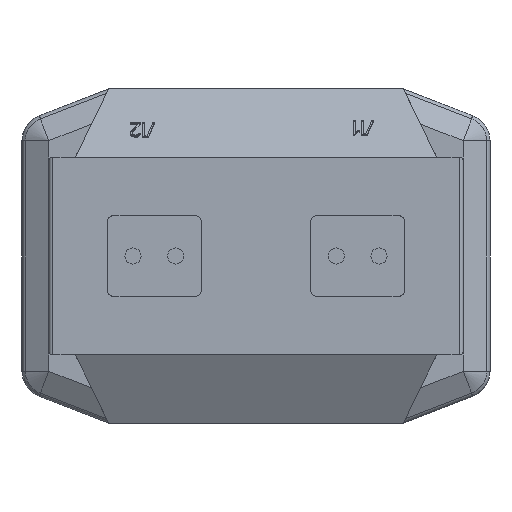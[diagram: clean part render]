
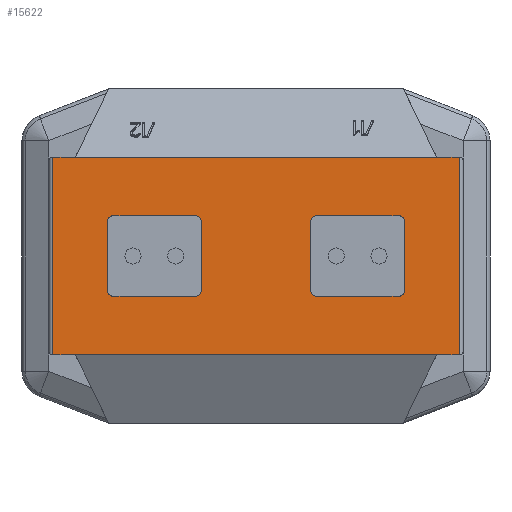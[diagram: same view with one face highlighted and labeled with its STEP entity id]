
A CAD part, front view. The second image highlights one B-rep face of the part: STEP entity #15622.
In plain terms, the highlighted planar face has unit normal (0, -1, 0).
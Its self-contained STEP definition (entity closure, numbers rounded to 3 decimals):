
#15622=ADVANCED_FACE('',(#34230,#34232,#34234),#34236,.T.);
#34230=FACE_BOUND('',#34231,.T.);
#34231=EDGE_LOOP('',(#50375,#50376,#50377,#50378,#50379,#50380,#50381,#50382));
#34232=FACE_BOUND('',#34233,.T.);
#34233=EDGE_LOOP('',(#50383,#50384,#50385,#50386,#50387,#50388,#50389,#50390));
#34234=FACE_BOUND('',#34235,.T.);
#34235=EDGE_LOOP('',(#50391,#50392,#50393,#50394,#50395,#50396,#50397,#50398));
#34236=PLANE('',#34237);
#34237=AXIS2_PLACEMENT_3D('',#34238,#34239,#34240);
#34238=CARTESIAN_POINT('',(0.,0.,-250.));
#34239=DIRECTION('',(0.,-1.,0.));
#34240=DIRECTION('',(0.,0.,1.));
#50375=ORIENTED_EDGE('',*,*,#57732,.T.);
#50376=ORIENTED_EDGE('',*,*,#57733,.T.);
#50377=ORIENTED_EDGE('',*,*,#57432,.T.);
#50378=ORIENTED_EDGE('',*,*,#57734,.T.);
#50379=ORIENTED_EDGE('',*,*,#57735,.T.);
#50380=ORIENTED_EDGE('',*,*,#57736,.T.);
#50381=ORIENTED_EDGE('',*,*,#57311,.T.);
#50382=ORIENTED_EDGE('',*,*,#57731,.T.);
#50383=ORIENTED_EDGE('',*,*,#57737,.F.);
#50384=ORIENTED_EDGE('',*,*,#57738,.F.);
#50385=ORIENTED_EDGE('',*,*,#57739,.F.);
#50386=ORIENTED_EDGE('',*,*,#57740,.F.);
#50387=ORIENTED_EDGE('',*,*,#57741,.F.);
#50388=ORIENTED_EDGE('',*,*,#57742,.F.);
#50389=ORIENTED_EDGE('',*,*,#57743,.F.);
#50390=ORIENTED_EDGE('',*,*,#57744,.F.);
#50391=ORIENTED_EDGE('',*,*,#57745,.F.);
#50392=ORIENTED_EDGE('',*,*,#57746,.F.);
#50393=ORIENTED_EDGE('',*,*,#57747,.F.);
#50394=ORIENTED_EDGE('',*,*,#57748,.F.);
#50395=ORIENTED_EDGE('',*,*,#57749,.F.);
#50396=ORIENTED_EDGE('',*,*,#57750,.F.);
#50397=ORIENTED_EDGE('',*,*,#57751,.F.);
#50398=ORIENTED_EDGE('',*,*,#57752,.F.);
#57311=EDGE_CURVE('',#66427,#66424,#66428,.F.);
#57432=EDGE_CURVE('',#66627,#66624,#66628,.F.);
#57731=EDGE_CURVE('',#66424,#67173,#67175,.F.);
#57732=EDGE_CURVE('',#67173,#67176,#67177,.F.);
#57733=EDGE_CURVE('',#67176,#66627,#67178,.F.);
#57734=EDGE_CURVE('',#66624,#67179,#67180,.F.);
#57735=EDGE_CURVE('',#67179,#67181,#67182,.F.);
#57736=EDGE_CURVE('',#67181,#66427,#67183,.F.);
#57737=EDGE_CURVE('',#67184,#67185,#67186,.T.);
#57738=EDGE_CURVE('',#67187,#67184,#67188,.T.);
#57739=EDGE_CURVE('',#67189,#67187,#67190,.T.);
#57740=EDGE_CURVE('',#67191,#67189,#67192,.T.);
#57741=EDGE_CURVE('',#67193,#67191,#67194,.T.);
#57742=EDGE_CURVE('',#67195,#67193,#67196,.T.);
#57743=EDGE_CURVE('',#67197,#67195,#67198,.T.);
#57744=EDGE_CURVE('',#67185,#67197,#67199,.T.);
#57745=EDGE_CURVE('',#67200,#67201,#67202,.T.);
#57746=EDGE_CURVE('',#67203,#67200,#67204,.T.);
#57747=EDGE_CURVE('',#67205,#67203,#67206,.T.);
#57748=EDGE_CURVE('',#67207,#67205,#67208,.T.);
#57749=EDGE_CURVE('',#67209,#67207,#67210,.T.);
#57750=EDGE_CURVE('',#67211,#67209,#67212,.T.);
#57751=EDGE_CURVE('',#67213,#67211,#67214,.T.);
#57752=EDGE_CURVE('',#67201,#67213,#67215,.T.);
#66424=VERTEX_POINT('',#87971);
#66427=VERTEX_POINT('',#87978);
#66428=LINE('',#87979,#87980);
#66624=VERTEX_POINT('',#88539);
#66627=VERTEX_POINT('',#88546);
#66628=LINE('',#88547,#88548);
#67173=VERTEX_POINT('',#89928);
#67175=LINE('',#89932,#89933);
#67176=VERTEX_POINT('',#89935);
#67177=LINE('',#89936,#89937);
#67178=LINE('',#89939,#89940);
#67179=VERTEX_POINT('',#89942);
#67180=LINE('',#89943,#89944);
#67181=VERTEX_POINT('',#89946);
#67182=LINE('',#89947,#89948);
#67183=LINE('',#89950,#89951);
#67184=VERTEX_POINT('',#89953);
#67185=VERTEX_POINT('',#89954);
#67186=CIRCLE('',#89955,4.);
#67187=VERTEX_POINT('',#89959);
#67188=LINE('',#89960,#89961);
#67189=VERTEX_POINT('',#89963);
#67190=CIRCLE('',#89964,4.);
#67191=VERTEX_POINT('',#89968);
#67192=LINE('',#89969,#89970);
#67193=VERTEX_POINT('',#89972);
#67194=CIRCLE('',#89973,4.);
#67195=VERTEX_POINT('',#89977);
#67196=LINE('',#89978,#89979);
#67197=VERTEX_POINT('',#89981);
#67198=CIRCLE('',#89982,4.);
#67199=LINE('',#89986,#89987);
#67200=VERTEX_POINT('',#89989);
#67201=VERTEX_POINT('',#89990);
#67202=LINE('',#89991,#89992);
#67203=VERTEX_POINT('',#89994);
#67204=CIRCLE('',#89995,4.);
#67205=VERTEX_POINT('',#89999);
#67206=LINE('',#90000,#90001);
#67207=VERTEX_POINT('',#90003);
#67208=CIRCLE('',#90004,4.);
#67209=VERTEX_POINT('',#90008);
#67210=LINE('',#90009,#90010);
#67211=VERTEX_POINT('',#90012);
#67212=CIRCLE('',#90013,4.);
#67213=VERTEX_POINT('',#90017);
#67214=LINE('',#90018,#90019);
#67215=CIRCLE('',#90021,4.);
#87971=CARTESIAN_POINT('',(-40.,0.,-199.));
#87978=CARTESIAN_POINT('',(-310.,0.,-199.));
#87979=CARTESIAN_POINT('',(-40.,0.,-199.));
#87980=VECTOR('',#87981,1.);
#87981=DIRECTION('',(-1.,0.,0.));
#88539=CARTESIAN_POINT('',(-310.,0.,-51.));
#88546=CARTESIAN_POINT('',(-40.,0.,-51.));
#88547=CARTESIAN_POINT('',(-310.,0.,-51.));
#88548=VECTOR('',#88549,1.);
#88549=DIRECTION('',(1.,0.,0.));
#89928=CARTESIAN_POINT('',(-23.,0.,-199.));
#89932=CARTESIAN_POINT('',(-23.,0.,-199.));
#89933=VECTOR('',#89934,1.);
#89934=DIRECTION('',(-1.,0.,0.));
#89935=CARTESIAN_POINT('',(-23.,0.,-51.));
#89936=CARTESIAN_POINT('',(-23.,0.,-51.));
#89937=VECTOR('',#89938,1.);
#89938=DIRECTION('',(0.,0.,-1.));
#89939=CARTESIAN_POINT('',(-40.,0.,-51.));
#89940=VECTOR('',#89941,1.);
#89941=DIRECTION('',(1.,0.,0.));
#89942=CARTESIAN_POINT('',(-327.,0.,-51.));
#89943=CARTESIAN_POINT('',(-327.,0.,-51.));
#89944=VECTOR('',#89945,1.);
#89945=DIRECTION('',(1.,0.,0.));
#89946=CARTESIAN_POINT('',(-327.,0.,-199.));
#89947=CARTESIAN_POINT('',(-327.,0.,-199.));
#89948=VECTOR('',#89949,1.);
#89949=DIRECTION('',(0.,0.,1.));
#89950=CARTESIAN_POINT('',(-310.,0.,-199.));
#89951=VECTOR('',#89952,1.);
#89952=DIRECTION('',(-1.,0.,0.));
#89953=CARTESIAN_POINT('',(-64.,0.,-99.));
#89954=CARTESIAN_POINT('',(-68.,0.,-95.));
#89955=AXIS2_PLACEMENT_3D('',#89956,#89957,#89958);
#89956=CARTESIAN_POINT('',(-68.,0.,-99.));
#89957=DIRECTION('',(0.,-1.,0.));
#89958=DIRECTION('',(1.,0.,0.));
#89959=CARTESIAN_POINT('',(-64.,0.,-151.));
#89960=CARTESIAN_POINT('',(-64.,0.,-151.));
#89961=VECTOR('',#89962,1.);
#89962=DIRECTION('',(0.,0.,1.));
#89963=CARTESIAN_POINT('',(-68.,0.,-155.));
#89964=AXIS2_PLACEMENT_3D('',#89965,#89966,#89967);
#89965=CARTESIAN_POINT('',(-68.,0.,-151.));
#89966=DIRECTION('',(0.,-1.,-0.));
#89967=DIRECTION('',(0.,0.,-1.));
#89968=CARTESIAN_POINT('',(-130.,0.,-155.));
#89969=CARTESIAN_POINT('',(-130.,0.,-155.));
#89970=VECTOR('',#89971,1.);
#89971=DIRECTION('',(1.,0.,0.));
#89972=CARTESIAN_POINT('',(-134.,0.,-151.));
#89973=AXIS2_PLACEMENT_3D('',#89974,#89975,#89976);
#89974=CARTESIAN_POINT('',(-130.,0.,-151.));
#89975=DIRECTION('',(-0.,-1.,0.));
#89976=DIRECTION('',(-1.,0.,0.));
#89977=CARTESIAN_POINT('',(-134.,0.,-99.));
#89978=CARTESIAN_POINT('',(-134.,0.,-99.));
#89979=VECTOR('',#89980,1.);
#89980=DIRECTION('',(0.,0.,-1.));
#89981=CARTESIAN_POINT('',(-130.,0.,-95.));
#89982=AXIS2_PLACEMENT_3D('',#89983,#89984,#89985);
#89983=CARTESIAN_POINT('',(-130.,0.,-99.));
#89984=DIRECTION('',(0.,-1.,0.));
#89985=DIRECTION('',(0.,0.,1.));
#89986=CARTESIAN_POINT('',(-68.,0.,-95.));
#89987=VECTOR('',#89988,1.);
#89988=DIRECTION('',(-1.,0.,0.));
#89989=CARTESIAN_POINT('',(-220.,0.,-95.));
#89990=CARTESIAN_POINT('',(-282.,0.,-95.));
#89991=CARTESIAN_POINT('',(-220.,0.,-95.));
#89992=VECTOR('',#89993,1.);
#89993=DIRECTION('',(-1.,0.,0.));
#89994=CARTESIAN_POINT('',(-216.,0.,-99.));
#89995=AXIS2_PLACEMENT_3D('',#89996,#89997,#89998);
#89996=CARTESIAN_POINT('',(-220.,0.,-99.));
#89997=DIRECTION('',(0.,-1.,0.));
#89998=DIRECTION('',(1.,0.,0.));
#89999=CARTESIAN_POINT('',(-216.,0.,-151.));
#90000=CARTESIAN_POINT('',(-216.,0.,-151.));
#90001=VECTOR('',#90002,1.);
#90002=DIRECTION('',(0.,0.,1.));
#90003=CARTESIAN_POINT('',(-220.,0.,-155.));
#90004=AXIS2_PLACEMENT_3D('',#90005,#90006,#90007);
#90005=CARTESIAN_POINT('',(-220.,0.,-151.));
#90006=DIRECTION('',(0.,-1.,-0.));
#90007=DIRECTION('',(0.,0.,-1.));
#90008=CARTESIAN_POINT('',(-282.,0.,-155.));
#90009=CARTESIAN_POINT('',(-282.,0.,-155.));
#90010=VECTOR('',#90011,1.);
#90011=DIRECTION('',(1.,0.,0.));
#90012=CARTESIAN_POINT('',(-286.,0.,-151.));
#90013=AXIS2_PLACEMENT_3D('',#90014,#90015,#90016);
#90014=CARTESIAN_POINT('',(-282.,0.,-151.));
#90015=DIRECTION('',(-0.,-1.,0.));
#90016=DIRECTION('',(-1.,0.,0.));
#90017=CARTESIAN_POINT('',(-286.,0.,-99.));
#90018=CARTESIAN_POINT('',(-286.,0.,-99.));
#90019=VECTOR('',#90020,1.);
#90020=DIRECTION('',(0.,0.,-1.));
#90021=AXIS2_PLACEMENT_3D('',#90022,#90023,#90024);
#90022=CARTESIAN_POINT('',(-282.,0.,-99.));
#90023=DIRECTION('',(0.,-1.,0.));
#90024=DIRECTION('',(0.,0.,1.));
